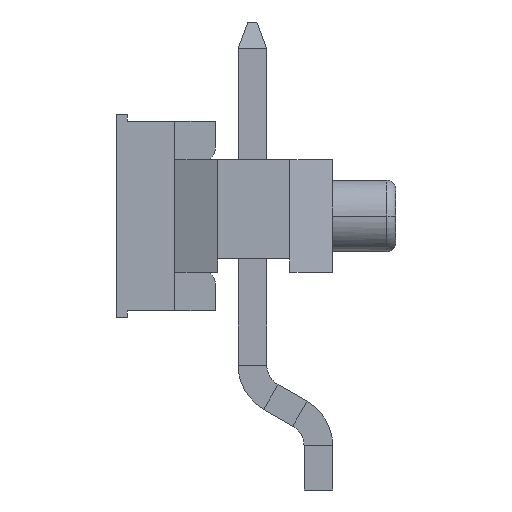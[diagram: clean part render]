
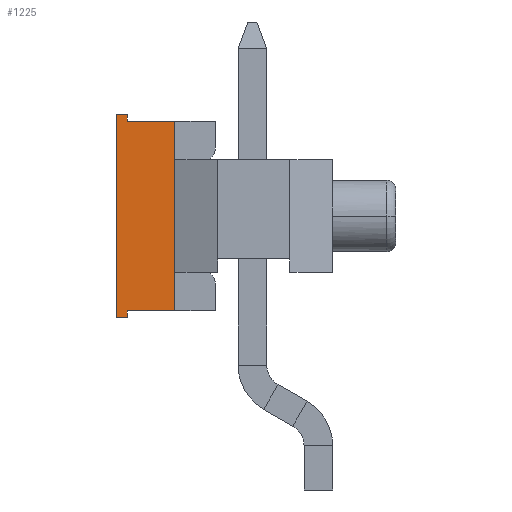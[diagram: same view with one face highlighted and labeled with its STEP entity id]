
A CAD part, left-side view. The second image highlights one B-rep face of the part: STEP entity #1225.
In plain terms, the highlighted planar face has unit normal (-1, 0, 0).
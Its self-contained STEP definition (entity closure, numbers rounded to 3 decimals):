
#1225=ADVANCED_FACE('',(#2557),#1829,.F.);
#1829=PLANE('',#13154);
#2557=FACE_OUTER_BOUND('',#3319,.T.);
#3319=EDGE_LOOP('',(#6571,#6572,#6573,#6574,#6575,#6576,#6577,#6578));
#6571=ORIENTED_EDGE('',*,*,#9267,.F.);
#6572=ORIENTED_EDGE('',*,*,#9268,.F.);
#6573=ORIENTED_EDGE('',*,*,#9269,.F.);
#6574=ORIENTED_EDGE('',*,*,#9270,.F.);
#6575=ORIENTED_EDGE('',*,*,#9271,.F.);
#6576=ORIENTED_EDGE('',*,*,#9272,.F.);
#6577=ORIENTED_EDGE('',*,*,#9273,.F.);
#6578=ORIENTED_EDGE('',*,*,#9274,.F.);
#7615=VERTEX_POINT('',#19796);
#7616=VERTEX_POINT('',#19797);
#7617=VERTEX_POINT('',#19799);
#7618=VERTEX_POINT('',#19801);
#7619=VERTEX_POINT('',#19803);
#7620=VERTEX_POINT('',#19805);
#7621=VERTEX_POINT('',#19807);
#7622=VERTEX_POINT('',#19809);
#9267=EDGE_CURVE('',#7615,#7616,#10725,.T.);
#9268=EDGE_CURVE('',#7617,#7615,#10726,.T.);
#9269=EDGE_CURVE('',#7618,#7617,#10727,.T.);
#9270=EDGE_CURVE('',#7619,#7618,#10728,.T.);
#9271=EDGE_CURVE('',#7620,#7619,#10729,.T.);
#9272=EDGE_CURVE('',#7621,#7620,#10730,.T.);
#9273=EDGE_CURVE('',#7622,#7621,#10731,.T.);
#9274=EDGE_CURVE('',#7616,#7622,#10732,.T.);
#10725=LINE('',#19795,#12179);
#10726=LINE('',#19798,#12180);
#10727=LINE('',#19800,#12181);
#10728=LINE('',#19802,#12182);
#10729=LINE('',#19804,#12183);
#10730=LINE('',#19806,#12184);
#10731=LINE('',#19808,#12185);
#10732=LINE('',#19810,#12186);
#12179=VECTOR('',#16432,1.);
#12180=VECTOR('',#16433,1.);
#12181=VECTOR('',#16434,1.);
#12182=VECTOR('',#16435,1.);
#12183=VECTOR('',#16436,1.);
#12184=VECTOR('',#16437,1.);
#12185=VECTOR('',#16438,1.);
#12186=VECTOR('',#16439,1.);
#13154=AXIS2_PLACEMENT_3D('',#19811,#16440,#16441);
#16432=DIRECTION('',(0.,0.,1.));
#16433=DIRECTION('',(0.,1.,0.));
#16434=DIRECTION('',(0.,0.,-1.));
#16435=DIRECTION('',(0.,1.,0.));
#16436=DIRECTION('',(0.,0.,-1.));
#16437=DIRECTION('',(0.,-1.,0.));
#16438=DIRECTION('',(0.,0.,-1.));
#16439=DIRECTION('',(0.,-1.,0.));
#16440=DIRECTION('',(1.,0.,0.));
#16441=DIRECTION('',(0.,0.,1.));
#19795=CARTESIAN_POINT('',(1.35,3.05,-1.));
#19796=CARTESIAN_POINT('',(1.35,3.05,-1.));
#19797=CARTESIAN_POINT('',(1.35,3.05,3.5));
#19798=CARTESIAN_POINT('',(1.35,2.8,-1.));
#19799=CARTESIAN_POINT('',(1.35,2.8,-1.));
#19800=CARTESIAN_POINT('',(1.35,2.8,-0.85));
#19801=CARTESIAN_POINT('',(1.35,2.8,-0.85));
#19802=CARTESIAN_POINT('',(1.35,1.75,-0.85));
#19803=CARTESIAN_POINT('',(1.35,1.75,-0.85));
#19804=CARTESIAN_POINT('',(1.35,1.75,3.35));
#19805=CARTESIAN_POINT('',(1.35,1.75,3.35));
#19806=CARTESIAN_POINT('',(1.35,2.8,3.35));
#19807=CARTESIAN_POINT('',(1.35,2.8,3.35));
#19808=CARTESIAN_POINT('',(1.35,2.8,3.5));
#19809=CARTESIAN_POINT('',(1.35,2.8,3.5));
#19810=CARTESIAN_POINT('',(1.35,3.05,3.5));
#19811=CARTESIAN_POINT('',(1.35,3.05,1.25));
